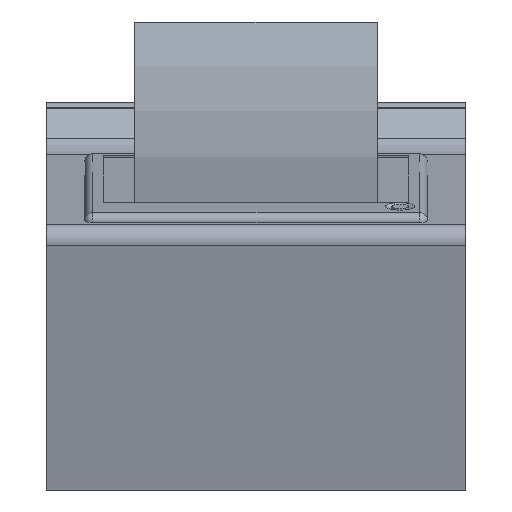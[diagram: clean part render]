
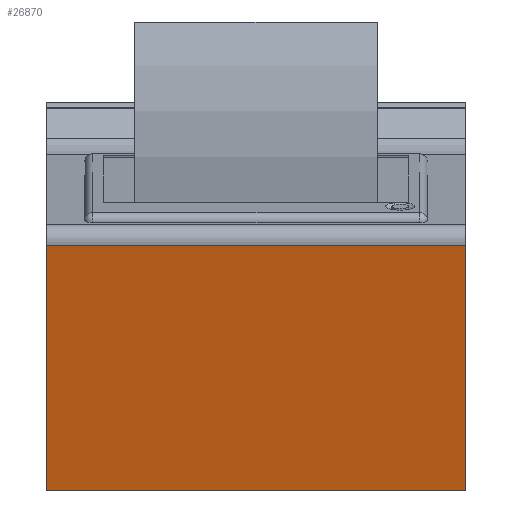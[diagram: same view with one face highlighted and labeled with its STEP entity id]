
A CAD part, front view. The second image highlights one B-rep face of the part: STEP entity #26870.
In plain terms, the highlighted planar face has unit normal (0, -0.966, -0.259).
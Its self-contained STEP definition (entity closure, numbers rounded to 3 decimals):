
#4783=FACE_OUTER_BOUND('',#6769,.T.);
#6769=EDGE_LOOP('',(#23702,#23703,#23704,#23705));
#8682=LINE('',#45528,#10640);
#8706=LINE('',#45587,#10664);
#8707=LINE('',#45590,#10665);
#8708=LINE('',#45591,#10666);
#10640=VECTOR('',#37706,10.);
#10664=VECTOR('',#37772,10.);
#10665=VECTOR('',#37775,10.);
#10666=VECTOR('',#37776,10.);
#13226=VERTEX_POINT('',#45525);
#13227=VERTEX_POINT('',#45527);
#13241=VERTEX_POINT('',#45585);
#13242=VERTEX_POINT('',#45589);
#16752=EDGE_CURVE('',#13226,#13227,#8682,.T.);
#16783=EDGE_CURVE('',#13226,#13241,#8706,.T.);
#16784=EDGE_CURVE('',#13242,#13241,#8707,.T.);
#16785=EDGE_CURVE('',#13227,#13242,#8708,.T.);
#23702=ORIENTED_EDGE('',*,*,#16783,.T.);
#23703=ORIENTED_EDGE('',*,*,#16784,.F.);
#23704=ORIENTED_EDGE('',*,*,#16785,.F.);
#23705=ORIENTED_EDGE('',*,*,#16752,.F.);
#25475=PLANE('',#30018);
#26870=ADVANCED_FACE('',(#4783),#25475,.T.);
#30018=AXIS2_PLACEMENT_3D('',#45588,#37773,#37774);
#37706=DIRECTION('',(0.,-0.259,0.966));
#37772=DIRECTION('',(1.,0.,0.));
#37773=DIRECTION('center_axis',(0.,-0.966,-0.259));
#37774=DIRECTION('ref_axis',(0.,0.259,-0.966));
#37775=DIRECTION('',(0.,0.259,-0.966));
#37776=DIRECTION('',(1.,0.,0.));
#45525=CARTESIAN_POINT('',(-50.,-31.574,-3.));
#45527=CARTESIAN_POINT('',(-50.,-47.256,55.526));
#45528=CARTESIAN_POINT('',(-50.,-31.574,-3.));
#45585=CARTESIAN_POINT('',(50.,-31.574,-3.));
#45587=CARTESIAN_POINT('',(0.,-31.574,-3.));
#45588=CARTESIAN_POINT('Origin',(0.,-47.256,55.526));
#45589=CARTESIAN_POINT('',(50.,-47.256,55.526));
#45590=CARTESIAN_POINT('',(50.,-31.574,-3.));
#45591=CARTESIAN_POINT('',(0.,-47.256,55.526));
